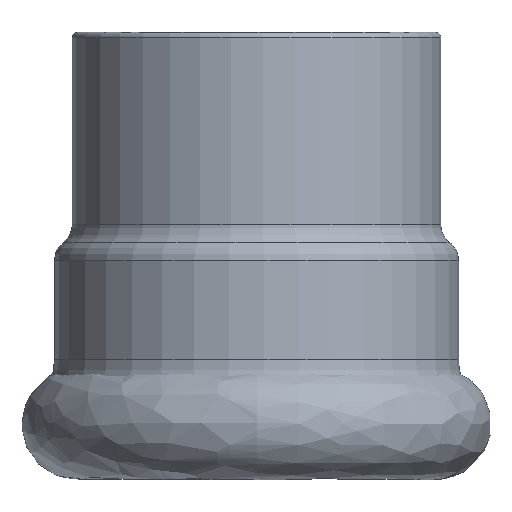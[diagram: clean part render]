
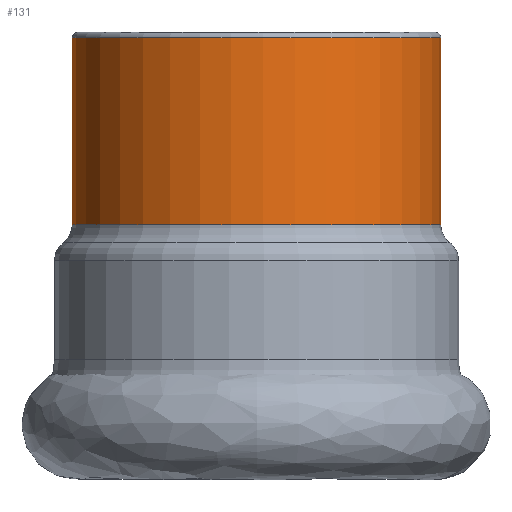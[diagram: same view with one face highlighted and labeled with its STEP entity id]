
A CAD part, left-side view. The second image highlights one B-rep face of the part: STEP entity #131.
In plain terms, the highlighted cylindrical face has radius 16.5 mm (diameter 33 mm), a full revolution.
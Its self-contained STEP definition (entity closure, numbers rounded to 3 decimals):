
#124=CYLINDRICAL_SURFACE('',#527,16.5);
#131=ADVANCED_FACE('CN_SU1',(#167,#168),#124,.T.);
#167=FACE_BOUND('',#220,.T.);
#168=FACE_BOUND('',#221,.T.);
#220=EDGE_LOOP('',(#272));
#221=EDGE_LOOP('',(#273));
#272=ORIENTED_EDGE('',*,*,#351,.T.);
#273=ORIENTED_EDGE('',*,*,#352,.T.);
#324=VERTEX_POINT('',#788);
#325=VERTEX_POINT('',#790);
#351=EDGE_CURVE('',#324,#324,#377,.T.);
#352=EDGE_CURVE('',#325,#325,#378,.T.);
#377=CIRCLE('',#525,16.5);
#378=CIRCLE('',#526,16.5);
#525=AXIS2_PLACEMENT_3D('',#787,#606,#607);
#526=AXIS2_PLACEMENT_3D('',#789,#608,#609);
#527=AXIS2_PLACEMENT_3D('',#791,#610,#611);
#606=DIRECTION('',(0.,0.,-1.));
#607=DIRECTION('',(0.036,-0.999,0.));
#608=DIRECTION('',(0.,0.,1.));
#609=DIRECTION('',(0.036,-0.999,0.));
#610=DIRECTION('',(0.,0.,-1.));
#611=DIRECTION('',(-0.036,0.999,0.));
#787=CARTESIAN_POINT('',(0.,0.,-0.5));
#788=CARTESIAN_POINT('',(0.601,-16.489,-0.5));
#789=CARTESIAN_POINT('',(0.,0.,-17.222));
#790=CARTESIAN_POINT('',(0.601,-16.489,-17.222));
#791=CARTESIAN_POINT('',(0.,0.,32.));
